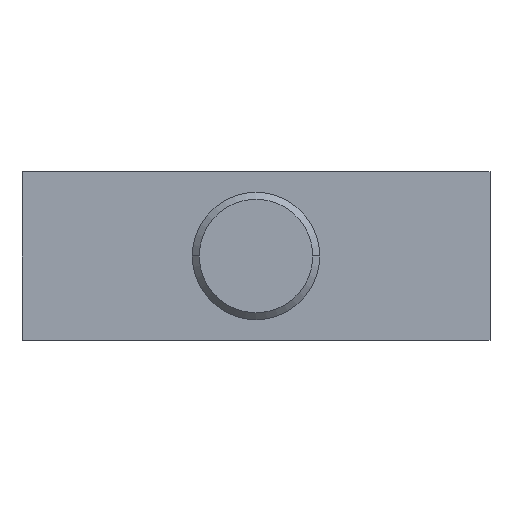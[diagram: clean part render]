
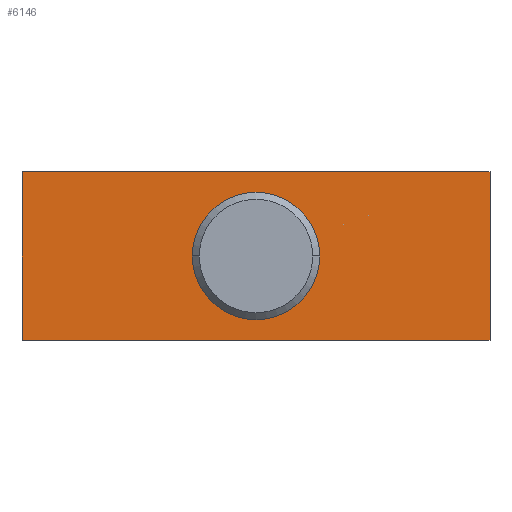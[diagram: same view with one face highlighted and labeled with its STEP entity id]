
A CAD part, front view. The second image highlights one B-rep face of the part: STEP entity #6146.
In plain terms, the highlighted planar face has unit normal (0, -1, 0).
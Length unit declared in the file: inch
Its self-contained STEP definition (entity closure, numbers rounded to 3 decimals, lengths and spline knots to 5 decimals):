
#6004=CARTESIAN_POINT('',(2.0,-0.3125,-0.72));
#6005=VERTEX_POINT('',#6004);
#6006=CARTESIAN_POINT('',(-2.0,-0.3125,-0.72));
#6007=VERTEX_POINT('',#6006);
#6008=CARTESIAN_POINT('',(2.0,-0.3125,-0.72));
#6009=DIRECTION('',(-1.0,0.0,0.0));
#6010=VECTOR('',#6009,4.0);
#6011=LINE('',#6008,#6010);
#6012=EDGE_CURVE('',#6005,#6007,#6011,.T.);
#6044=CARTESIAN_POINT('',(-2.0,-0.3125,0.72));
#6045=VERTEX_POINT('',#6044);
#6046=CARTESIAN_POINT('',(-2.0,-0.3125,-0.72));
#6047=DIRECTION('',(0.0,0.0,1.0));
#6048=VECTOR('',#6047,1.44);
#6049=LINE('',#6046,#6048);
#6050=EDGE_CURVE('',#6007,#6045,#6049,.T.);
#6075=CARTESIAN_POINT('',(2.0,-0.3125,0.72));
#6076=VERTEX_POINT('',#6075);
#6077=CARTESIAN_POINT('',(-2.0,-0.3125,0.72));
#6078=DIRECTION('',(1.0,0.0,0.0));
#6079=VECTOR('',#6078,4.0);
#6080=LINE('',#6077,#6079);
#6081=EDGE_CURVE('',#6045,#6076,#6080,.T.);
#6106=CARTESIAN_POINT('',(2.0,-0.3125,0.72));
#6107=DIRECTION('',(0.0,0.0,-1.0));
#6108=VECTOR('',#6107,1.44);
#6109=LINE('',#6106,#6108);
#6110=EDGE_CURVE('',#6076,#6005,#6109,.T.);
#6135=CARTESIAN_POINT('',(0.0,-0.3125,0.0));
#6136=DIRECTION('',(0.0,1.0,0.0));
#6137=DIRECTION('',(0.0,0.0,1.0));
#6138=AXIS2_PLACEMENT_3D('',#6135,#6136,#6137);
#6139=PLANE('',#6138);
#6140=ORIENTED_EDGE('',*,*,#6012,.F.);
#6141=ORIENTED_EDGE('',*,*,#6110,.F.);
#6142=ORIENTED_EDGE('',*,*,#6081,.F.);
#6143=ORIENTED_EDGE('',*,*,#6050,.F.);
#6144=EDGE_LOOP('',(#6140,#6141,#6142,#6143));
#6145=FACE_OUTER_BOUND('',#6144,.T.);
#6146=ADVANCED_FACE('',(#6145),#6139,.F.);
